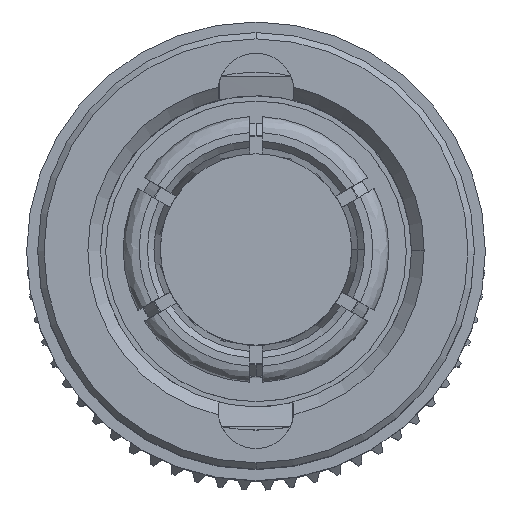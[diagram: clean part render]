
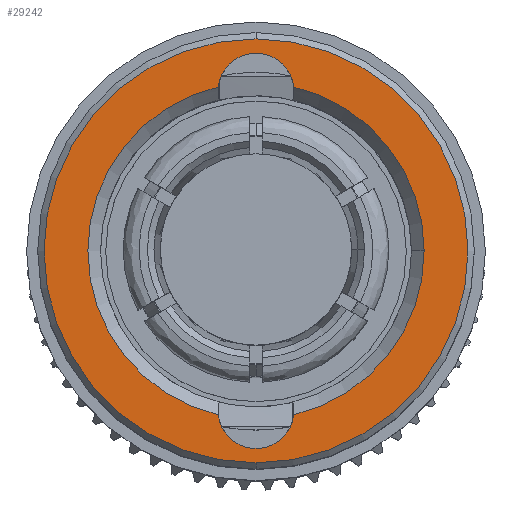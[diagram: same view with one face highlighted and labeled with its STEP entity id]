
A CAD part, top view. The second image highlights one B-rep face of the part: STEP entity #29242.
In plain terms, the highlighted face is planar.
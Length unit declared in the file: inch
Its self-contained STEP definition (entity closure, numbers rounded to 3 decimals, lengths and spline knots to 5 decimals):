
#34 = DIRECTION ( 'NONE',  ( 0., 0., 1. ) ) ;
#137 = CARTESIAN_POINT ( 'NONE',  ( 0., 0.20391, 0.04697 ) ) ;
#156 = CIRCLE ( 'NONE', #31118, 0.26378 ) ;
#476 = EDGE_CURVE ( 'NONE', #10784, #40246, #41605, .T. ) ;
#779 = EDGE_CURVE ( 'NONE', #34822, #1036, #16780, .T. ) ;
#1036 = VERTEX_POINT ( 'NONE', #16909 ) ;
#1145 = DIRECTION ( 'NONE',  ( 0., 0., -1. ) ) ;
#1198 = CIRCLE ( 'NONE', #27652, 0.26378 ) ;
#1405 = VERTEX_POINT ( 'NONE', #27956 ) ;
#1814 = EDGE_CURVE ( 'NONE', #1405, #24373, #156, .T. ) ;
#2799 = DIRECTION ( 'NONE',  ( 1., 0., 0. ) ) ;
#5334 = ORIENTED_EDGE ( 'NONE', *, *, #40984, .T. ) ;
#6231 = ORIENTED_EDGE ( 'NONE', *, *, #20395, .T. ) ;
#7360 = AXIS2_PLACEMENT_3D ( 'NONE', #35214, #2799, #46102 ) ;
#7558 = CARTESIAN_POINT ( 'NONE',  ( 0., 0., 0. ) ) ;
#7902 = CIRCLE ( 'NONE', #34348, 0.04724 ) ;
#8726 = FACE_OUTER_BOUND ( 'NONE', #23241, .T. ) ;
#10452 = CARTESIAN_POINT ( 'NONE',  ( 0., 0., 0. ) ) ;
#10636 = AXIS2_PLACEMENT_3D ( 'NONE', #10452, #25344, #34 ) ;
#10784 = VERTEX_POINT ( 'NONE', #31636 ) ;
#10885 = ORIENTED_EDGE ( 'NONE', *, *, #17676, .F. ) ;
#11038 = AXIS2_PLACEMENT_3D ( 'NONE', #27170, #19385, #1145 ) ;
#11575 = DIRECTION ( 'NONE',  ( 0., 1., 0. ) ) ;
#15631 = EDGE_CURVE ( 'NONE', #1036, #32608, #7902, .T. ) ;
#16780 = CIRCLE ( 'NONE', #43234, 0.20925 ) ;
#16909 = CARTESIAN_POINT ( 'NONE',  ( 0., 0.20391, -0.04697 ) ) ;
#17210 = CIRCLE ( 'NONE', #7360, 0.04724 ) ;
#17676 = EDGE_CURVE ( 'NONE', #24373, #1405, #1198, .T. ) ;
#18200 = DIRECTION ( 'NONE',  ( 1., 0., 0. ) ) ;
#18256 = CARTESIAN_POINT ( 'NONE',  ( 0., 0., 0. ) ) ;
#19385 = DIRECTION ( 'NONE',  ( 1., 0., 0. ) ) ;
#19731 = ORIENTED_EDGE ( 'NONE', *, *, #15631, .T. ) ;
#20395 = EDGE_CURVE ( 'NONE', #40246, #34822, #17210, .T. ) ;
#21010 = AXIS2_PLACEMENT_3D ( 'NONE', #18256, #21574, #32919 ) ;
#21045 = DIRECTION ( 'NONE',  ( 0., 0., 1. ) ) ;
#21574 = DIRECTION ( 'NONE',  ( 1., 0., 0. ) ) ;
#23241 = EDGE_LOOP ( 'NONE', ( #10885, #43677 ) ) ;
#24048 = EDGE_LOOP ( 'NONE', ( #6231, #35590, #19731, #5334, #24706 ) ) ;
#24373 = VERTEX_POINT ( 'NONE', #32784 ) ;
#24437 = CARTESIAN_POINT ( 'NONE',  ( 0., -0.20391, -0.04697 ) ) ;
#24706 = ORIENTED_EDGE ( 'NONE', *, *, #476, .T. ) ;
#25344 = DIRECTION ( 'NONE',  ( 1., 0., 0. ) ) ;
#26174 = DIRECTION ( 'NONE',  ( 0., 0., 1. ) ) ;
#27170 = CARTESIAN_POINT ( 'NONE',  ( 0., 0., 0. ) ) ;
#27212 = CARTESIAN_POINT ( 'NONE',  ( 0., 0., 0. ) ) ;
#27429 = DIRECTION ( 'NONE',  ( 0., 1., 0. ) ) ;
#27652 = AXIS2_PLACEMENT_3D ( 'NONE', #27212, #41651, #27429 ) ;
#27956 = CARTESIAN_POINT ( 'NONE',  ( 0., 0.26378, 0. ) ) ;
#29242 = ADVANCED_FACE ( 'NONE', ( #41375, #8726 ), #41609, .F. ) ;
#31118 = AXIS2_PLACEMENT_3D ( 'NONE', #7558, #18200, #11575 ) ;
#31636 = CARTESIAN_POINT ( 'NONE',  ( 0., 0., 0.20925 ) ) ;
#31903 = DIRECTION ( 'NONE',  ( 1., 0., 0. ) ) ;
#32608 = VERTEX_POINT ( 'NONE', #137 ) ;
#32784 = CARTESIAN_POINT ( 'NONE',  ( 0., -0.26378, 0. ) ) ;
#32919 = DIRECTION ( 'NONE',  ( 0., 0., 1. ) ) ;
#33483 = CARTESIAN_POINT ( 'NONE',  ( 0., 0., 0. ) ) ;
#33857 = CIRCLE ( 'NONE', #21010, 0.20925 ) ;
#34348 = AXIS2_PLACEMENT_3D ( 'NONE', #42805, #31903, #21045 ) ;
#34822 = VERTEX_POINT ( 'NONE', #24437 ) ;
#35214 = CARTESIAN_POINT ( 'NONE',  ( 0., -0.19882, 0. ) ) ;
#35590 = ORIENTED_EDGE ( 'NONE', *, *, #779, .T. ) ;
#40246 = VERTEX_POINT ( 'NONE', #46676 ) ;
#40368 = DIRECTION ( 'NONE',  ( 1., 0., 0. ) ) ;
#40984 = EDGE_CURVE ( 'NONE', #32608, #10784, #33857, .T. ) ;
#41375 = FACE_BOUND ( 'NONE', #24048, .T. ) ;
#41605 = CIRCLE ( 'NONE', #10636, 0.20925 ) ;
#41609 = PLANE ( 'NONE',  #11038 ) ;
#41651 = DIRECTION ( 'NONE',  ( 1., 0., 0. ) ) ;
#42805 = CARTESIAN_POINT ( 'NONE',  ( 0., 0.19882, 0. ) ) ;
#43234 = AXIS2_PLACEMENT_3D ( 'NONE', #33483, #40368, #26174 ) ;
#43677 = ORIENTED_EDGE ( 'NONE', *, *, #1814, .F. ) ;
#46102 = DIRECTION ( 'NONE',  ( 0., 0., 1. ) ) ;
#46676 = CARTESIAN_POINT ( 'NONE',  ( 0., -0.20391, 0.04697 ) ) ;
